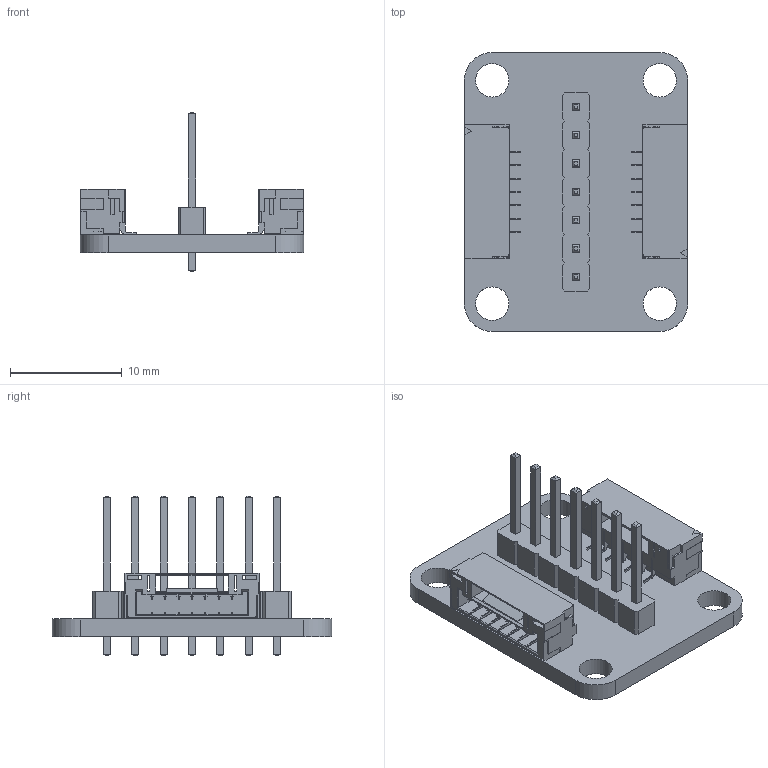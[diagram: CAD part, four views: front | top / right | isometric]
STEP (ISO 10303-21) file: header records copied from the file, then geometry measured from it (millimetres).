
FILE_DESCRIPTION(('FreeCAD Model'),'2;1');
FILE_NAME('breakout-v2-bricklet.step','2018-05-14T12:39:51',('kicad StepUp'),('ksu MCAD'), 'Open CASCADE STEP processor 6.8','FreeCAD','Unknown');
FILE_SCHEMA(('AUTOMOTIVE_DESIGN_CC2 { 1 2 10303 214 -1 1 5 4 }'));
Length unit declared in the file: millimetre
Products named in the file (4): Pcb; BrickletConn_7pin_; BrickletConn_7pin_001; PinHeader_Straight_1x07x254mm_
Bounding box: 20 x 25 x 14.3 mm (x, y, z)
Volume: 1058.6 mm3; surface area: 2426.8 mm2
Topology: 4 solids, 4 shells, 1107 faces, 3135 edges, 1994 vertices
Faces by surface type: plane 1050, cylinder 57
Full cylindrical faces by diameter (mm): 1.016 x7, 3 x4
Entity records: 42706 total; most frequent: ORIENTED_EDGE 6270, CARTESIAN_POINT 6237, DIRECTION 5465, EDGE_CURVE 3135, LINE 3021, VECTOR 3021, VERTEX_POINT 1994, AXIS2_PLACEMENT_3D 1222
